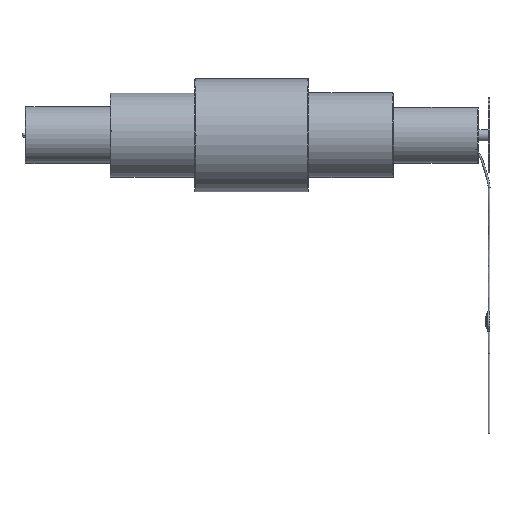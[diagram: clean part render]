
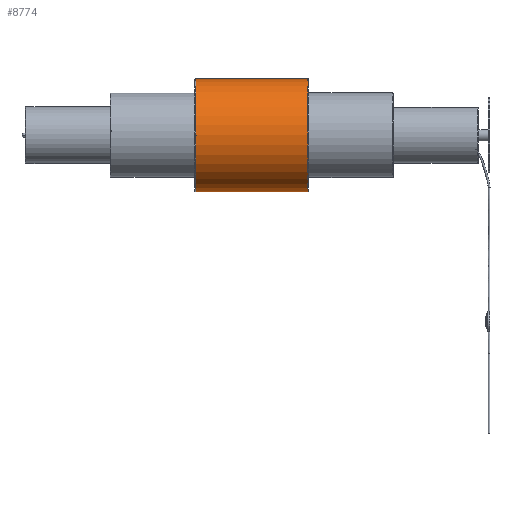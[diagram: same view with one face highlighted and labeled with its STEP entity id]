
A CAD part, left-side view. The second image highlights one B-rep face of the part: STEP entity #8774.
In plain terms, the highlighted cylindrical face has radius 200 mm (diameter 400 mm), a partial arc.
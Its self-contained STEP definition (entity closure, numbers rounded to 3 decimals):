
#360 = EDGE_CURVE ( 'NONE', #4620, #4882, #9151, .T. ) ;
#728 = DIRECTION ( 'NONE',  ( 0., 1., 0. ) ) ;
#1221 = CARTESIAN_POINT ( 'NONE',  ( 0., 391.156, 200. ) ) ;
#1287 = LINE ( 'NONE', #1221, #10151 ) ;
#1759 = CARTESIAN_POINT ( 'NONE',  ( 0., 2., 0. ) ) ;
#2311 = CIRCLE ( 'NONE', #10460, 200. ) ;
#2972 = ORIENTED_EDGE ( 'NONE', *, *, #13124, .F. ) ;
#4165 = EDGE_CURVE ( 'NONE', #4620, #9904, #6668, .T. ) ;
#4569 = DIRECTION ( 'NONE',  ( 0., 0., 1. ) ) ;
#4620 = VERTEX_POINT ( 'NONE', #5511 ) ;
#4882 = VERTEX_POINT ( 'NONE', #12146 ) ;
#5511 = CARTESIAN_POINT ( 'NONE',  ( 0., 2., -200. ) ) ;
#6093 = VERTEX_POINT ( 'NONE', #8690 ) ;
#6128 = DIRECTION ( 'NONE',  ( 0., 1., 0. ) ) ;
#6286 = AXIS2_PLACEMENT_3D ( 'NONE', #1759, #6946, #11279 ) ;
#6668 = CIRCLE ( 'NONE', #6286, 200. ) ;
#6677 = DIRECTION ( 'NONE',  ( 0., 1., 0. ) ) ;
#6927 = ORIENTED_EDGE ( 'NONE', *, *, #360, .F. ) ;
#6946 = DIRECTION ( 'NONE',  ( 0., 1., 0. ) ) ;
#7029 = CARTESIAN_POINT ( 'NONE',  ( 0., 391.156, -200. ) ) ;
#7202 = CARTESIAN_POINT ( 'NONE',  ( 0., 391.156, 0. ) ) ;
#7393 = CYLINDRICAL_SURFACE ( 'NONE', #8654, 200. ) ;
#7571 = FACE_OUTER_BOUND ( 'NONE', #11059, .T. ) ;
#7622 = ORIENTED_EDGE ( 'NONE', *, *, #10427, .T. ) ;
#8476 = ORIENTED_EDGE ( 'NONE', *, *, #4165, .T. ) ;
#8654 = AXIS2_PLACEMENT_3D ( 'NONE', #7202, #6128, #13433 ) ;
#8690 = CARTESIAN_POINT ( 'NONE',  ( 0., 398., 200. ) ) ;
#8774 = ADVANCED_FACE ( 'NONE', ( #7571 ), #7393, .T. ) ;
#9151 = LINE ( 'NONE', #7029, #10161 ) ;
#9904 = VERTEX_POINT ( 'NONE', #12259 ) ;
#10151 = VECTOR ( 'NONE', #10539, 1000. ) ;
#10161 = VECTOR ( 'NONE', #728, 1000. ) ;
#10427 = EDGE_CURVE ( 'NONE', #9904, #6093, #1287, .T. ) ;
#10460 = AXIS2_PLACEMENT_3D ( 'NONE', #11813, #6677, #4569 ) ;
#10539 = DIRECTION ( 'NONE',  ( 0., 1., 0. ) ) ;
#11059 = EDGE_LOOP ( 'NONE', ( #6927, #8476, #7622, #2972 ) ) ;
#11279 = DIRECTION ( 'NONE',  ( 0., 0., 1. ) ) ;
#11813 = CARTESIAN_POINT ( 'NONE',  ( 0., 398., 0. ) ) ;
#12146 = CARTESIAN_POINT ( 'NONE',  ( 0., 398., -200. ) ) ;
#12259 = CARTESIAN_POINT ( 'NONE',  ( 0., 2., 200. ) ) ;
#13124 = EDGE_CURVE ( 'NONE', #4882, #6093, #2311, .T. ) ;
#13433 = DIRECTION ( 'NONE',  ( 0., 0., 1. ) ) ;
